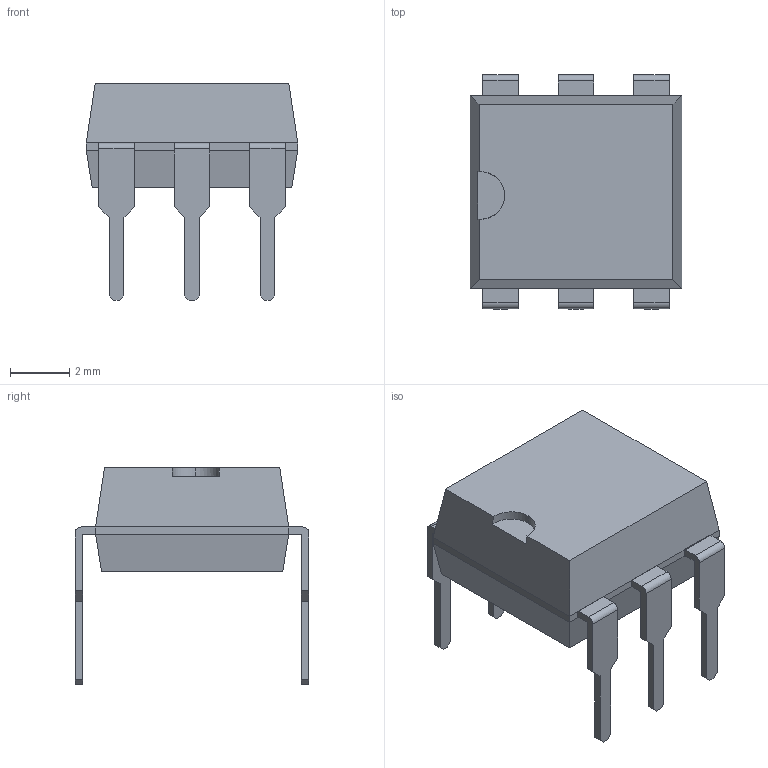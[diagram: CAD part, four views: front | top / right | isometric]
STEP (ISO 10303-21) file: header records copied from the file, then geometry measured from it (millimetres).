
FILE_DESCRIPTION (( 'STEP AP214' ), '1' );
FILE_NAME ('User Library-DIP6.STEP', '2015-01-18T15:08:45', ( 'Windows User' ), ( '' ), 'SwSTEP 2.0', 'SolidWorks 2015', '' );
FILE_SCHEMA (( 'AUTOMOTIVE_DESIGN' ));
Length unit declared in the file: millimetre
Products named in the file (8): User Library-DIP6_Cut; User Library-DIP6_pinr002; User Library-DIP6_pinr001; User Library-DIP6_pinr; User Library-DIP6_pinl002; User Library-DIP6_pinl001; User Library-DIP6_pinl; User Library-DIP6
Assembly tree (7 placements, depth 2):
  User Library-DIP6
    User Library-DIP6_pinl
    User Library-DIP6_pinl001
    User Library-DIP6_pinl002
    User Library-DIP6_pinr
    User Library-DIP6_pinr001
    User Library-DIP6_pinr002
    User Library-DIP6_Cut
Bounding box: 7.12 x 7.87 x 7.3 mm (x, y, z)
Volume: 157.5 mm3; surface area: 249.6 mm2
Topology: 7 solids, 7 shells, 107 faces, 271 edges, 178 vertices
Faces by surface type: plane 99, cylinder 8
Entity records: 4664 total; most frequent: CARTESIAN_POINT 572, ORIENTED_EDGE 542, DIRECTION 519, EDGE_CURVE 271, LINE 253, VECTOR 253, VERTEX_POINT 178, AXIS2_PLACEMENT_3D 133
